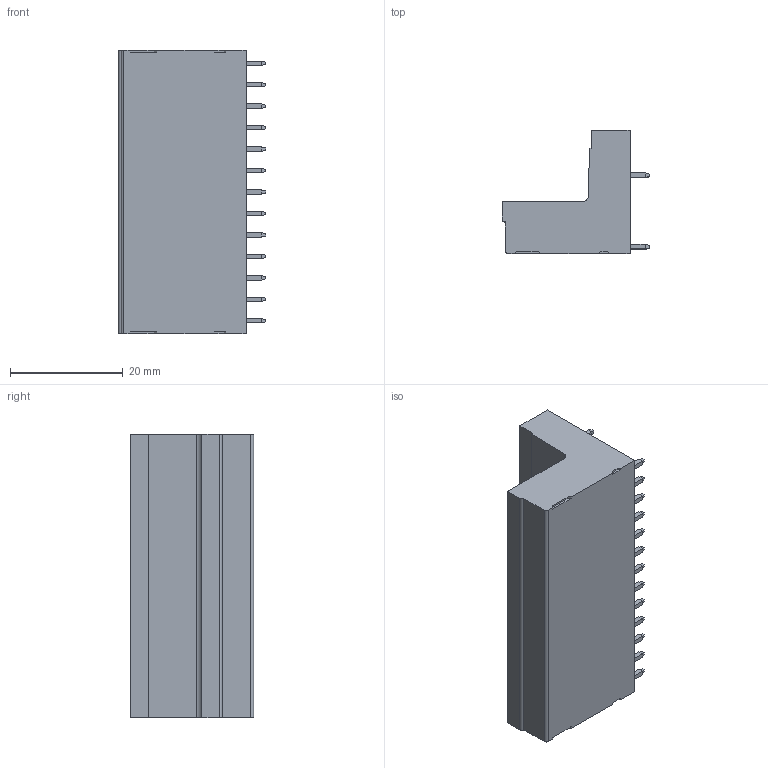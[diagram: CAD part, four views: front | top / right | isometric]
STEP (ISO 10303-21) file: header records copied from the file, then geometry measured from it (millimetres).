
FILE_DESCRIPTION((''),'2;1');
FILE_NAME('TLPHDC-105R-1','2024-09-23T16:05:07',('sheji109'),(''),'CREO PARAMETRIC BY PTC INC, 2018100','CREO PARAMETRIC BY PTC INC, 2018100','');
FILE_SCHEMA(('CONFIG_CONTROL_DESIGN'));
Products named in the file (1): TLPHDC-105R-1
Bounding box: 26.2 x 21.9 x 50.32 mm (x, y, z)
Volume: 11631 mm3; surface area: 12488.9 mm2
Topology: 1 solids, 1 shells, 2201 faces, 6005 edges, 3859 vertices
Faces by surface type: plane 1782, cylinder 380, cone 26, sphere 13
Entity records: 68638 total; most frequent: CARTESIAN_POINT 12627, ORIENTED_EDGE 11984, DIRECTION 11088, EDGE_CURVE 5992, VECTOR 5036, LINE 5036, VERTEX_POINT 3859, AXIS2_PLACEMENT_3D 3026
